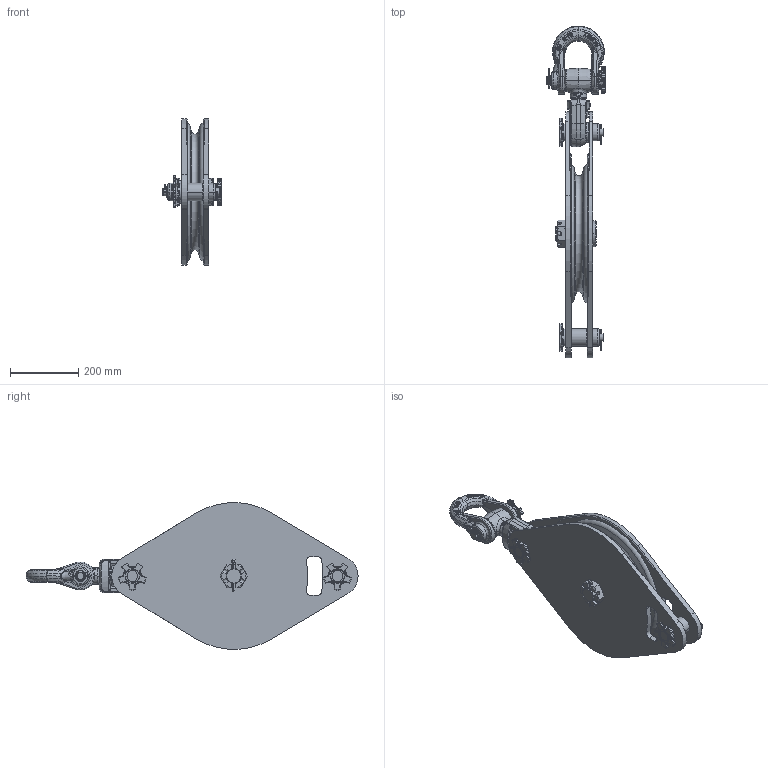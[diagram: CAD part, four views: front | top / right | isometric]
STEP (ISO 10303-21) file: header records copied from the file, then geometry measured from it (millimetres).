
FILE_DESCRIPTION((''),'2;1');
FILE_NAME('MCKISSICK_BLK_M-491_16','2007-07-31T',('ADoughty'),('The Crosby Group, Inc.'),'PRO/ENGINEER BY PARAMETRIC TECHNOLOGY CORPORATION, 2006080','PRO/ENGINEER BY PARAMETRIC TECHNOLOGY CORPORATION, 2006080','');
FILE_SCHEMA(('CONFIG_CONTROL_DESIGN'));
Products named in the file (1): MCKISSICK_BLK_M-491_16
Bounding box: 171.45 x 976.38 x 430.71 mm (x, y, z)
Volume: 8573866 mm3; surface area: 1563593.5 mm2
Topology: 4 solids, 4 shells, 2067 faces, 4971 edges, 3018 vertices
Faces by surface type: plane 780, bspline 450, cylinder 395, cone 177, torus 172, sphere 70, extrusion 23
Entity records: 94162 total; most frequent: CARTESIAN_POINT 50397, ORIENTED_EDGE 9934, DIRECTION 7801, EDGE_CURVE 4967, VERTEX_POINT 3018, AXIS2_PLACEMENT_3D 3005, EDGE_LOOP 2219, FACE_OUTER_BOUND 2067
